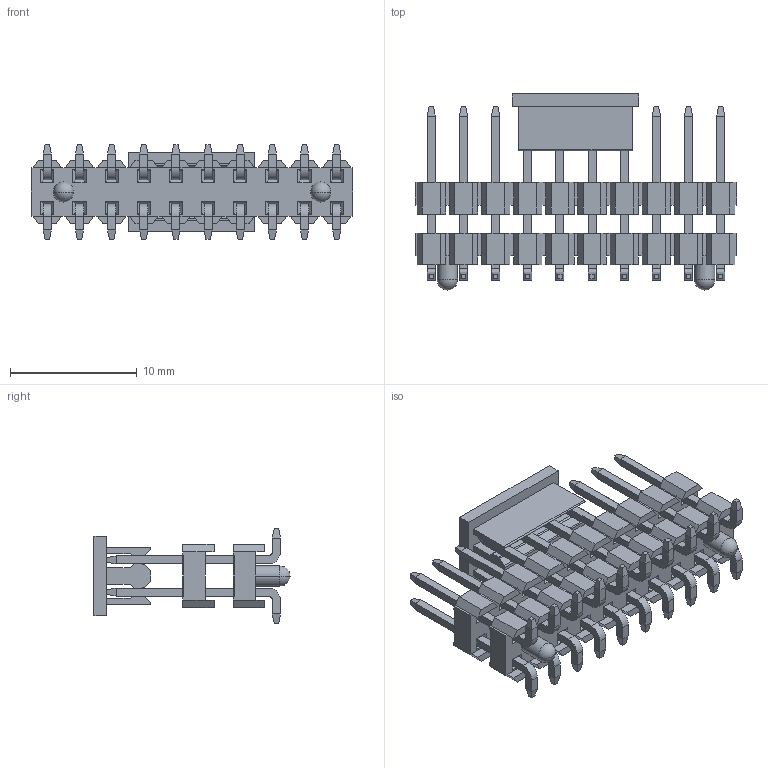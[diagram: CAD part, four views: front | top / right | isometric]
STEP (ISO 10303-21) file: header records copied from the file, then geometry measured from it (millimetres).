
FILE_DESCRIPTION( ('This file contains a STEP AP42 implementation' ,'as created by ZW3D STEP Interface translator.') ,'2;1' );
FILE_NAME( '1125-22XXXXMXXXXXXX(衄翐).stp' ,'23 331.152727', (''), ('ZWCAD Software Co.'), 'Version 1.0', 'ZW3D to STEP translator', '' );
FILE_SCHEMA(('AUTOMOTIVE_DESIGN { 1 0 10303 214 1 1 1 1 }'));
Length unit declared in the file: millimetre
Products named in the file (2): 0; 1125-2220XXM156XXXX(衄翐)
Bounding box: 25.4 x 15.5 x 7.5 mm (x, y, z)
Volume: 694.6 mm3; surface area: 2205.6 mm2
Topology: 23 solids, 24 shells, 1085 faces, 2650 edges, 1630 vertices
Faces by surface type: plane 1029, cylinder 52, sphere 4
Entity records: 31948 total; most frequent: CARTESIAN_POINT 5362, ORIENTED_EDGE 5290, DIRECTION 4926, EDGE_CURVE 2646, VECTOR 2538, LINE 2538, VERTEX_POINT 1630, AXIS2_PLACEMENT_3D 1194
